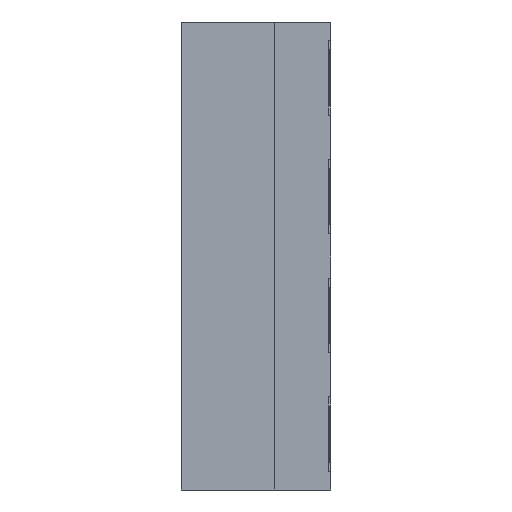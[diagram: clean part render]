
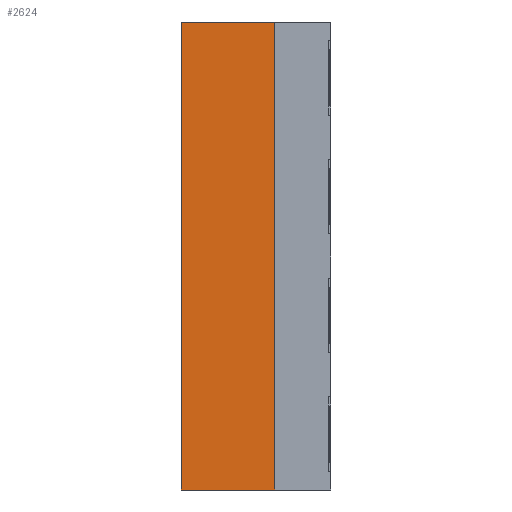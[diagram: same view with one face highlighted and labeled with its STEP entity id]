
A CAD part, left-side view. The second image highlights one B-rep face of the part: STEP entity #2624.
In plain terms, the highlighted planar face has unit normal (-1, 0, 0).
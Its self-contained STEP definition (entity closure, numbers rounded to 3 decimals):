
#2624=ADVANCED_FACE('',(#4510),#4512,.F.);
#4510=FACE_BOUND('',#4511,.T.);
#4511=EDGE_LOOP('',(#6013,#6014,#6015,#6016));
#4512=PLANE('',#4513);
#4513=AXIS2_PLACEMENT_3D('',#4514,#4515,#4516);
#4514=CARTESIAN_POINT('',(0.,1.,0.));
#4515=DIRECTION('',(1.,0.,0.));
#4516=DIRECTION('',(0.,0.,-1.));
#6013=ORIENTED_EDGE('',*,*,#6801,.T.);
#6014=ORIENTED_EDGE('',*,*,#6802,.F.);
#6015=ORIENTED_EDGE('',*,*,#6550,.F.);
#6016=ORIENTED_EDGE('',*,*,#6799,.T.);
#6550=EDGE_CURVE('',#7533,#7536,#7537,.T.);
#6799=EDGE_CURVE('',#7533,#7943,#7946,.T.);
#6801=EDGE_CURVE('',#7943,#7948,#7949,.T.);
#6802=EDGE_CURVE('',#7536,#7948,#7950,.T.);
#7533=VERTEX_POINT('',#9614);
#7536=VERTEX_POINT('',#9619);
#7537=LINE('',#9620,#9621);
#7943=VERTEX_POINT('',#10522);
#7946=LINE('',#10527,#10528);
#7948=VERTEX_POINT('',#10533);
#7949=LINE('',#10534,#10535);
#7950=LINE('',#10537,#10538);
#9614=CARTESIAN_POINT('',(0.,1.,0.));
#9619=CARTESIAN_POINT('',(0.,1.,4.999));
#9620=CARTESIAN_POINT('',(0.,1.,0.));
#9621=VECTOR('',#9622,1.);
#9622=DIRECTION('',(0.,0.,1.));
#10522=CARTESIAN_POINT('',(0.,0.,0.));
#10527=CARTESIAN_POINT('',(0.,1.,0.));
#10528=VECTOR('',#10529,1.);
#10529=DIRECTION('',(0.,-1.,0.));
#10533=CARTESIAN_POINT('',(0.,0.,4.999));
#10534=CARTESIAN_POINT('',(0.,0.,0.));
#10535=VECTOR('',#10536,1.);
#10536=DIRECTION('',(0.,0.,1.));
#10537=CARTESIAN_POINT('',(0.,1.,4.999));
#10538=VECTOR('',#10539,1.);
#10539=DIRECTION('',(0.,-1.,0.));
